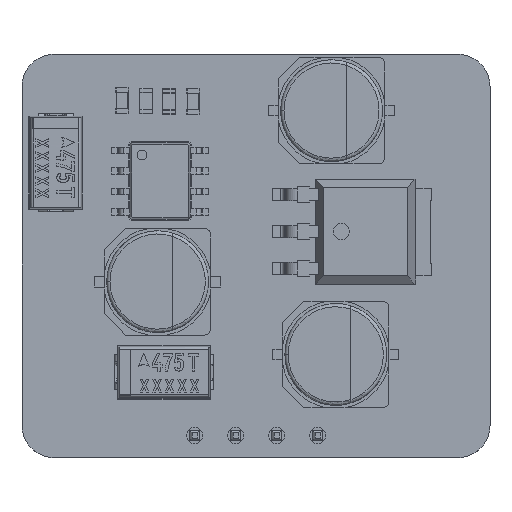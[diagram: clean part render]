
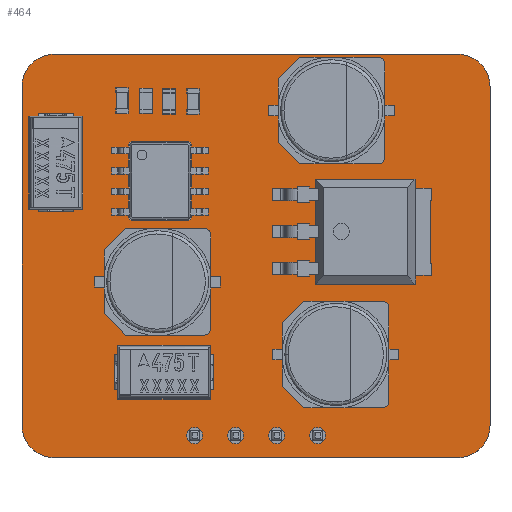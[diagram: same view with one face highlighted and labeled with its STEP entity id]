
A CAD part, top view. The second image highlights one B-rep face of the part: STEP entity #464.
In plain terms, the highlighted planar face has unit normal (0, 0, 1).
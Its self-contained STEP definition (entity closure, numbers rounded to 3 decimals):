
#81 = VERTEX_POINT('',#82);
#82 = CARTESIAN_POINT('',(108.,-96.,0.));
#99 = VERTEX_POINT('',#100);
#100 = CARTESIAN_POINT('',(108.,-75.,0.));
#106 = EDGE_CURVE('',#81,#99,#107,.T.);
#107 = LINE('',#108,#109);
#108 = CARTESIAN_POINT('',(108.,-96.,0.));
#109 = VECTOR('',#110,1.);
#110 = DIRECTION('',(0.,1.,0.));
#121 = VERTEX_POINT('',#122);
#122 = CARTESIAN_POINT('',(110.,-98.,0.));
#138 = EDGE_CURVE('',#121,#81,#139,.T.);
#139 = CIRCLE('',#140,2.);
#140 = AXIS2_PLACEMENT_3D('',#141,#142,#143);
#141 = CARTESIAN_POINT('',(110.,-96.,0.));
#142 = DIRECTION('',(0.,0.,-1.));
#143 = DIRECTION('',(0.,-1.,0.));
#164 = VERTEX_POINT('',#165);
#165 = CARTESIAN_POINT('',(110.,-73.,0.));
#171 = EDGE_CURVE('',#99,#164,#172,.T.);
#172 = CIRCLE('',#173,2.);
#173 = AXIS2_PLACEMENT_3D('',#174,#175,#176);
#174 = CARTESIAN_POINT('',(110.,-75.,0.));
#175 = DIRECTION('',(0.,0.,-1.));
#176 = DIRECTION('',(-1.,0.,0.));
#187 = VERTEX_POINT('',#188);
#188 = CARTESIAN_POINT('',(135.,-98.,0.));
#203 = EDGE_CURVE('',#187,#121,#204,.T.);
#204 = LINE('',#205,#206);
#205 = CARTESIAN_POINT('',(135.,-98.,0.));
#206 = VECTOR('',#207,1.);
#207 = DIRECTION('',(-1.,0.,0.));
#227 = VERTEX_POINT('',#228);
#228 = CARTESIAN_POINT('',(135.,-73.,0.));
#234 = EDGE_CURVE('',#164,#227,#235,.T.);
#235 = LINE('',#236,#237);
#236 = CARTESIAN_POINT('',(110.,-73.,0.));
#237 = VECTOR('',#238,1.);
#238 = DIRECTION('',(1.,0.,0.));
#249 = VERTEX_POINT('',#250);
#250 = CARTESIAN_POINT('',(137.,-96.,0.));
#266 = EDGE_CURVE('',#249,#187,#267,.T.);
#267 = CIRCLE('',#268,2.);
#268 = AXIS2_PLACEMENT_3D('',#269,#270,#271);
#269 = CARTESIAN_POINT('',(135.,-96.,0.));
#270 = DIRECTION('',(0.,0.,-1.));
#271 = DIRECTION('',(1.,0.,0.));
#292 = VERTEX_POINT('',#293);
#293 = CARTESIAN_POINT('',(137.,-75.,0.));
#299 = EDGE_CURVE('',#227,#292,#300,.T.);
#300 = CIRCLE('',#301,2.);
#301 = AXIS2_PLACEMENT_3D('',#302,#303,#304);
#302 = CARTESIAN_POINT('',(135.,-75.,0.));
#303 = DIRECTION('',(0.,0.,-1.));
#304 = DIRECTION('',(0.,1.,0.));
#322 = EDGE_CURVE('',#292,#249,#323,.T.);
#323 = LINE('',#324,#325);
#324 = CARTESIAN_POINT('',(137.,-75.,0.));
#325 = VECTOR('',#326,1.);
#326 = DIRECTION('',(0.,-1.,0.));
#337 = VERTEX_POINT('',#338);
#338 = CARTESIAN_POINT('',(119.2,-96.625,0.));
#354 = EDGE_CURVE('',#337,#337,#355,.T.);
#355 = CIRCLE('',#356,0.5);
#356 = AXIS2_PLACEMENT_3D('',#357,#358,#359);
#357 = CARTESIAN_POINT('',(118.7,-96.625,0.));
#358 = DIRECTION('',(0.,0.,1.));
#359 = DIRECTION('',(1.,0.,-0.));
#370 = VERTEX_POINT('',#371);
#371 = CARTESIAN_POINT('',(121.74,-96.625,0.));
#387 = EDGE_CURVE('',#370,#370,#388,.T.);
#388 = CIRCLE('',#389,0.5);
#389 = AXIS2_PLACEMENT_3D('',#390,#391,#392);
#390 = CARTESIAN_POINT('',(121.24,-96.625,0.));
#391 = DIRECTION('',(0.,0.,1.));
#392 = DIRECTION('',(1.,0.,-0.));
#403 = VERTEX_POINT('',#404);
#404 = CARTESIAN_POINT('',(124.28,-96.625,0.));
#420 = EDGE_CURVE('',#403,#403,#421,.T.);
#421 = CIRCLE('',#422,0.5);
#422 = AXIS2_PLACEMENT_3D('',#423,#424,#425);
#423 = CARTESIAN_POINT('',(123.78,-96.625,0.));
#424 = DIRECTION('',(0.,0.,1.));
#425 = DIRECTION('',(1.,0.,-0.));
#436 = VERTEX_POINT('',#437);
#437 = CARTESIAN_POINT('',(126.82,-96.625,0.));
#453 = EDGE_CURVE('',#436,#436,#454,.T.);
#454 = CIRCLE('',#455,0.5);
#455 = AXIS2_PLACEMENT_3D('',#456,#457,#458);
#456 = CARTESIAN_POINT('',(126.32,-96.625,0.));
#457 = DIRECTION('',(0.,0.,1.));
#458 = DIRECTION('',(1.,0.,-0.));
#464 = ADVANCED_FACE('',(#465,#475,#478,#481,#484),#487,.T.);
#465 = FACE_BOUND('',#466,.T.);
#466 = EDGE_LOOP('',(#467,#468,#469,#470,#471,#472,#473,#474));
#467 = ORIENTED_EDGE('',*,*,#106,.F.);
#468 = ORIENTED_EDGE('',*,*,#138,.F.);
#469 = ORIENTED_EDGE('',*,*,#203,.F.);
#470 = ORIENTED_EDGE('',*,*,#266,.F.);
#471 = ORIENTED_EDGE('',*,*,#322,.F.);
#472 = ORIENTED_EDGE('',*,*,#299,.F.);
#473 = ORIENTED_EDGE('',*,*,#234,.F.);
#474 = ORIENTED_EDGE('',*,*,#171,.F.);
#475 = FACE_BOUND('',#476,.T.);
#476 = EDGE_LOOP('',(#477));
#477 = ORIENTED_EDGE('',*,*,#354,.F.);
#478 = FACE_BOUND('',#479,.T.);
#479 = EDGE_LOOP('',(#480));
#480 = ORIENTED_EDGE('',*,*,#387,.F.);
#481 = FACE_BOUND('',#482,.T.);
#482 = EDGE_LOOP('',(#483));
#483 = ORIENTED_EDGE('',*,*,#420,.F.);
#484 = FACE_BOUND('',#485,.T.);
#485 = EDGE_LOOP('',(#486));
#486 = ORIENTED_EDGE('',*,*,#453,.F.);
#487 = PLANE('',#488);
#488 = AXIS2_PLACEMENT_3D('',#489,#490,#491);
#489 = CARTESIAN_POINT('',(108.,-96.,0.));
#490 = DIRECTION('',(0.,0.,1.));
#491 = DIRECTION('',(1.,0.,-0.));
